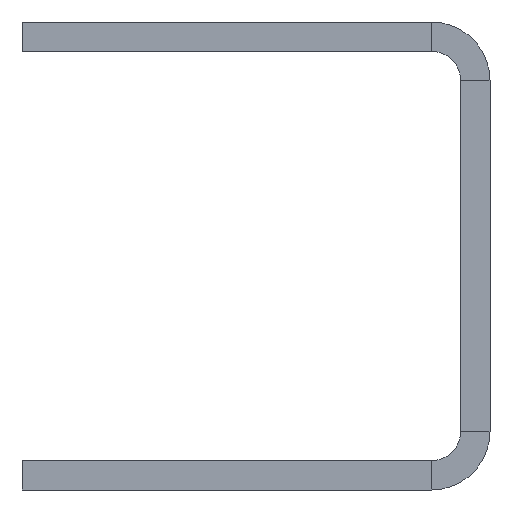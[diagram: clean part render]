
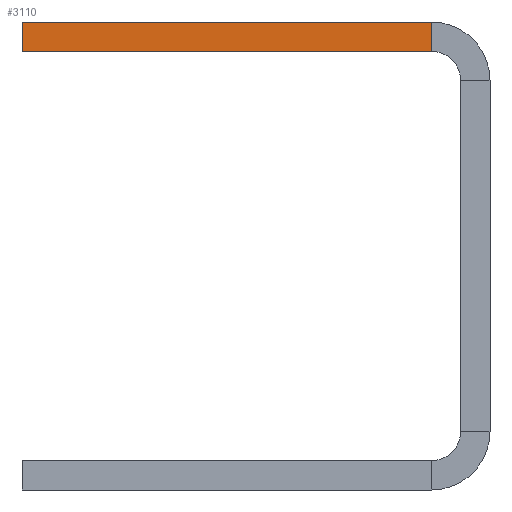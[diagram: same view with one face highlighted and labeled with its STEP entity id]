
A CAD part, front view. The second image highlights one B-rep face of the part: STEP entity #3110.
In plain terms, the highlighted planar face has unit normal (0, -1, 0).
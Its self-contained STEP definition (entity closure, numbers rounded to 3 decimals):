
#265=PLANE('',#3437);
#366=FACE_OUTER_BOUND('',#552,.T.);
#552=EDGE_LOOP('',(#2459,#2460,#2461,#2462));
#904=LINE('',#5054,#1063);
#906=LINE('',#5057,#1065);
#909=LINE('',#5067,#1068);
#910=LINE('',#5068,#1069);
#1063=VECTOR('',#4174,2.88);
#1065=VECTOR('',#4178,10.);
#1068=VECTOR('',#4189,10.);
#1069=VECTOR('',#4190,10.);
#1551=VERTEX_POINT('',#5034);
#1558=VERTEX_POINT('',#5051);
#1559=VERTEX_POINT('',#5053);
#1562=VERTEX_POINT('',#5066);
#1912=EDGE_CURVE('',#1559,#1558,#904,.T.);
#1914=EDGE_CURVE('',#1558,#1551,#906,.T.);
#1919=EDGE_CURVE('',#1562,#1551,#909,.T.);
#1920=EDGE_CURVE('',#1559,#1562,#910,.T.);
#2459=ORIENTED_EDGE('',*,*,#1914,.T.);
#2460=ORIENTED_EDGE('',*,*,#1919,.F.);
#2461=ORIENTED_EDGE('',*,*,#1920,.F.);
#2462=ORIENTED_EDGE('',*,*,#1912,.T.);
#3110=ADVANCED_FACE('',(#366),#265,.T.);
#3437=AXIS2_PLACEMENT_3D('',#5065,#4187,#4188);
#4174=DIRECTION('',(1.,0.,0.));
#4178=DIRECTION('',(0.,0.,1.));
#4187=DIRECTION('center_axis',(0.,-1.,0.));
#4188=DIRECTION('ref_axis',(1.,0.,0.));
#4189=DIRECTION('',(1.,0.,0.));
#4190=DIRECTION('',(0.,0.,1.));
#5034=CARTESIAN_POINT('',(12.,-79.,32.));
#5051=CARTESIAN_POINT('',(12.,-79.,30.));
#5053=CARTESIAN_POINT('',(-16.,-79.,30.));
#5054=CARTESIAN_POINT('',(21.048,-79.,30.));
#5057=CARTESIAN_POINT('',(12.,-79.,30.44));
#5065=CARTESIAN_POINT('Origin',(-16.,-79.,30.));
#5066=CARTESIAN_POINT('',(-16.,-79.,32.));
#5067=CARTESIAN_POINT('',(12.,-79.,32.));
#5068=CARTESIAN_POINT('',(-16.,-79.,30.));
